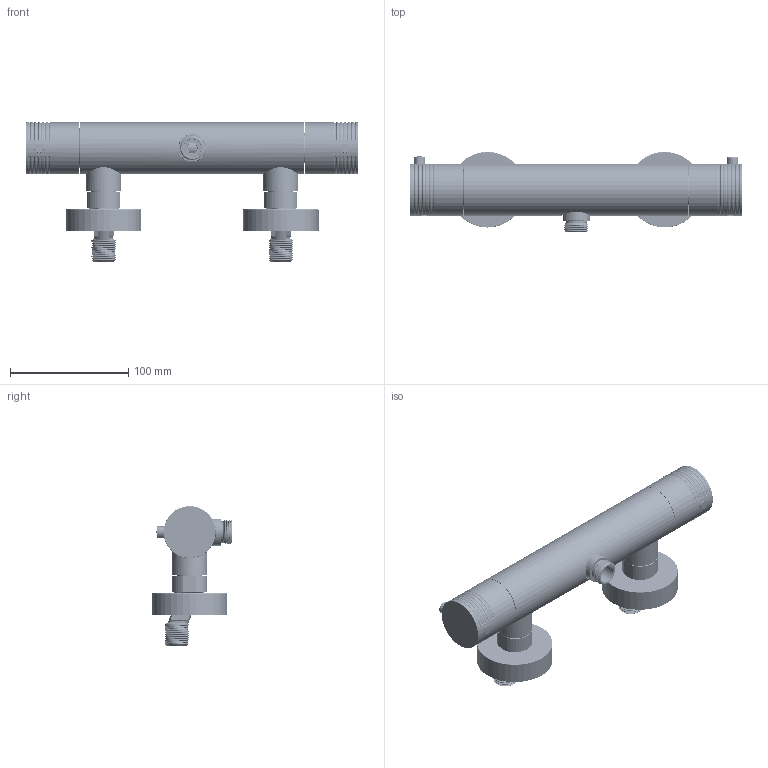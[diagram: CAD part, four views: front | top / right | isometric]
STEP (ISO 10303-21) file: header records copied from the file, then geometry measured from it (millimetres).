
FILE_DESCRIPTION(/* description */ ('Unknown'),/* implementation_level */ '2;1');
FILE_NAME(/* name */ 'AR088L',/* time_stamp */ '2023-02-03T08:35:47+01:00',/* author */ ('Unknown'),/* organization */ ('Unknown'),/* preprocessor_version */ 'ST-DEVELOPER v18.102',/* originating_system */ 'Solid Edge',/* authorisation */ 'Unknown');
FILE_SCHEMA (('AUTOMOTIVE_DESIGN {1 0 10303 214 3 1 1}'));
Products named in the file (59): AR088L-00; AR088-011; E067002_00000ZZ_ASM; A067047_25300ZZ; E067002_FILTRO; A091003_25300ZZ; C052002_00000ZZ; C140008_00600ZZ; C140091_08700ZZ; A043001_35500ZZ; A027027_25300ZZ; C105003_00000ZZ; C027059_00100ZZ; C076004_00000ZZ; C076003_00001ZZ; C032006_00000ZZ; C105005_00000ZZ; C029001_00000ZZ; C011001_00000ZZ; C140007_00600ZZ; C140018_00600ZZ; C140003_00600ZZ; C140035_00000ZZ; C140005_00600ZZ; C140006_00600ZZ; AR088-07; AR088-10; AR088-15; AR088-11; AR088-18; AR088-013; AR088-16; AR088-012; AR088-02; BR005-23; AR088-08; AR088-03; AR088-06; AR088-05; AR088-04 ...
Assembly tree (76 placements, depth 4):
  AR088L-00
    AR088-011
      E067002_00000ZZ_ASM
        A067047_25300ZZ
        E067002_FILTRO  x2
      A091003_25300ZZ
      C052002_00000ZZ
      C140008_00600ZZ
      C140091_08700ZZ
      A043001_35500ZZ
      A027027_25300ZZ
      C105003_00000ZZ
      C027059_00100ZZ
      C076004_00000ZZ
      C076003_00001ZZ
      C032006_00000ZZ
      C105005_00000ZZ
      C029001_00000ZZ
      C011001_00000ZZ
      C140007_00600ZZ
      C140018_00600ZZ
      C140003_00600ZZ
      C140035_00000ZZ
      C140005_00600ZZ
      C140006_00600ZZ
    AR088-07
    AR088-10  x2
    AR088-15  x2
    AR088-11  x2
    AR088-18  x2
    AR088-013  x2
    AR088-16  x2
    AR088-012
    AR088-02
    BR005-23
    AR088-08
    AR088-03
    AR088-06  x2
    AR088-05  x2
    AR088-04
    AR088-14  x2
    AR088-12  x2
    AR088-13  x2
    AR088-001
      C023034_22300DL man tmix line
      C037011_22300ZZ
      C076061_00100ZZ
      C105007_00000ZZ
      C029002_00000ZZ
      A047089_22900ZZ
    AR088-002
      C023034_22300H1man on-off line
      C092021_00000ZZ
      C037011_22300ZZ
      C029002_00000ZZ
      A047089_22900ZZ
    AR088-014
      AR088-17
      B077-52  x2
      AR088-09  x2
Bounding box: 281.1 x 68 x 118.3 mm (x, y, z)
Volume: 383101.1 mm3; surface area: 218967.7 mm2
Topology: 69 solids, 76 shells, 8631 faces, 24325 edges, 15826 vertices
Faces by surface type: plane 3651, cylinder 3540, bspline 616, torus 405, cone 294, sphere 125
Full cylindrical faces by diameter (mm): 1 x1, 1.7 x4, 2.5 x4, 3.2 x1, 3.3 x19, 3.4 x1, 3.8 x1, 4 x40, 4.1 x2, 4.3 x2, 4.5 x2, 4.8 x2, 5 x2, 5.5 x3, 5.6 x1, 5.8 x2, 6 x4, 6.1 x2, 6.2 x11, 6.35 x1, 6.4 x3, 6.5 x3, 6.7 x1, 6.8 x1, 7.35 x3, 7.4 x1, 7.5 x5, 7.8 x2, 8 x4, 8.9 x4
Entity records: 263364 total; most frequent: CARTESIAN_POINT 112176, ORIENTED_EDGE 29340, DIRECTION 24130, EDGE_CURVE 14670, AXIS2_PLACEMENT_3D 10343, VERTEX_POINT 9772, FACE_BOUND 7754, EDGE_LOOP 7734
